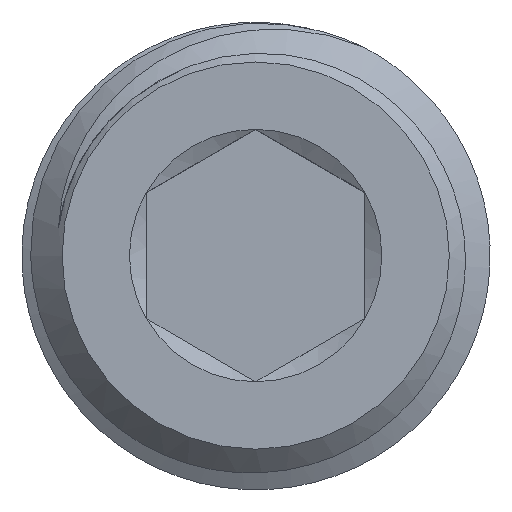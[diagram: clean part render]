
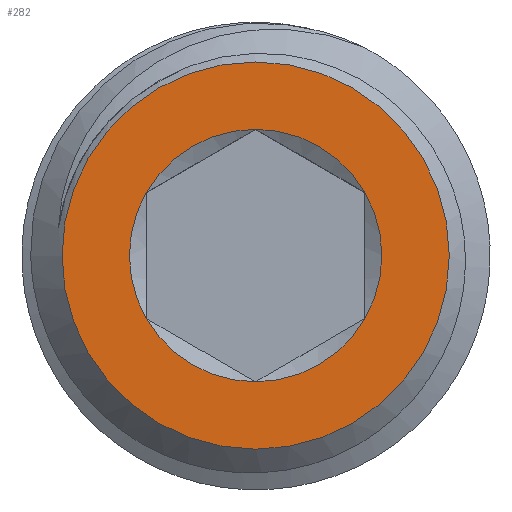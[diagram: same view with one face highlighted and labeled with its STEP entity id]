
A CAD part, top view. The second image highlights one B-rep face of the part: STEP entity #282.
In plain terms, the highlighted planar face has unit normal (0, 0, 1).
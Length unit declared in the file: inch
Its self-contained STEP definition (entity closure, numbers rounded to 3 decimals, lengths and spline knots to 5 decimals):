
#18=FACE_BOUND('',#93,.T.);
#19=PLANE('',#319);
#72=FACE_OUTER_BOUND('',#92,.T.);
#92=EDGE_LOOP('',(#207));
#93=EDGE_LOOP('',(#208,#209,#210,#211,#212,#213));
#110=CIRCLE('',#314,0.14434);
#111=CIRCLE('',#316,0.22139);
#113=CIRCLE('',#320,0.14434);
#114=CIRCLE('',#321,0.14434);
#115=CIRCLE('',#322,0.14434);
#116=CIRCLE('',#323,0.14434);
#117=CIRCLE('',#324,0.14434);
#124=VERTEX_POINT('',#406);
#125=VERTEX_POINT('',#407);
#130=VERTEX_POINT('',#544);
#138=VERTEX_POINT('',#679);
#139=VERTEX_POINT('',#680);
#140=VERTEX_POINT('',#682);
#141=VERTEX_POINT('',#685);
#149=EDGE_CURVE('',#125,#124,#110,.T.);
#155=EDGE_CURVE('',#130,#130,#111,.T.);
#164=EDGE_CURVE('',#138,#139,#113,.T.);
#165=EDGE_CURVE('',#139,#140,#114,.T.);
#166=EDGE_CURVE('',#140,#125,#115,.T.);
#167=EDGE_CURVE('',#124,#141,#116,.T.);
#168=EDGE_CURVE('',#141,#138,#117,.T.);
#207=ORIENTED_EDGE('',*,*,#155,.T.);
#208=ORIENTED_EDGE('',*,*,#164,.T.);
#209=ORIENTED_EDGE('',*,*,#165,.T.);
#210=ORIENTED_EDGE('',*,*,#166,.T.);
#211=ORIENTED_EDGE('',*,*,#149,.T.);
#212=ORIENTED_EDGE('',*,*,#167,.T.);
#213=ORIENTED_EDGE('',*,*,#168,.T.);
#282=ADVANCED_FACE('',(#72,#18),#19,.T.);
#314=AXIS2_PLACEMENT_3D('',#411,#342,#343);
#316=AXIS2_PLACEMENT_3D('',#546,#347,#348);
#319=AXIS2_PLACEMENT_3D('',#678,#354,#355);
#320=AXIS2_PLACEMENT_3D('',#681,#356,#357);
#321=AXIS2_PLACEMENT_3D('',#683,#358,#359);
#322=AXIS2_PLACEMENT_3D('',#684,#360,#361);
#323=AXIS2_PLACEMENT_3D('',#686,#362,#363);
#324=AXIS2_PLACEMENT_3D('',#687,#364,#365);
#342=DIRECTION('center_axis',(0.,0.,-1.));
#343=DIRECTION('ref_axis',(-1.,0.,0.));
#347=DIRECTION('center_axis',(0.,0.,1.));
#348=DIRECTION('ref_axis',(1.,0.,0.));
#354=DIRECTION('center_axis',(0.,0.,1.));
#355=DIRECTION('ref_axis',(1.,0.,0.));
#356=DIRECTION('center_axis',(0.,0.,-1.));
#357=DIRECTION('ref_axis',(-1.,0.,0.));
#358=DIRECTION('center_axis',(0.,0.,-1.));
#359=DIRECTION('ref_axis',(-1.,0.,0.));
#360=DIRECTION('center_axis',(0.,0.,-1.));
#361=DIRECTION('ref_axis',(-1.,0.,0.));
#362=DIRECTION('center_axis',(0.,0.,-1.));
#363=DIRECTION('ref_axis',(-1.,0.,0.));
#364=DIRECTION('center_axis',(0.,0.,-1.));
#365=DIRECTION('ref_axis',(-1.,0.,0.));
#406=CARTESIAN_POINT('',(-0.125,0.07217,0.));
#407=CARTESIAN_POINT('',(-0.125,-0.07217,0.));
#411=CARTESIAN_POINT('Origin',(0.,0.,0.));
#544=CARTESIAN_POINT('',(-0.22139,0.,0.));
#546=CARTESIAN_POINT('Origin',(0.,0.,0.));
#678=CARTESIAN_POINT('Origin',(0.,0.,0.));
#679=CARTESIAN_POINT('',(0.125,0.07217,0.));
#680=CARTESIAN_POINT('',(0.125,-0.07217,0.));
#681=CARTESIAN_POINT('Origin',(0.,0.,0.));
#682=CARTESIAN_POINT('',(0.,-0.14434,0.));
#683=CARTESIAN_POINT('Origin',(0.,0.,0.));
#684=CARTESIAN_POINT('Origin',(0.,0.,0.));
#685=CARTESIAN_POINT('',(0.,0.14434,0.));
#686=CARTESIAN_POINT('Origin',(0.,0.,0.));
#687=CARTESIAN_POINT('Origin',(0.,0.,0.));
